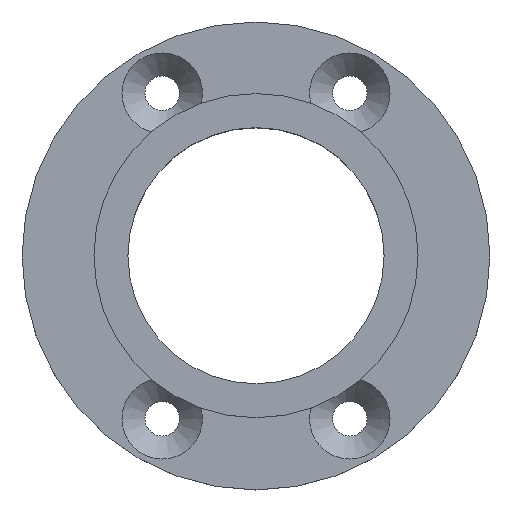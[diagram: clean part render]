
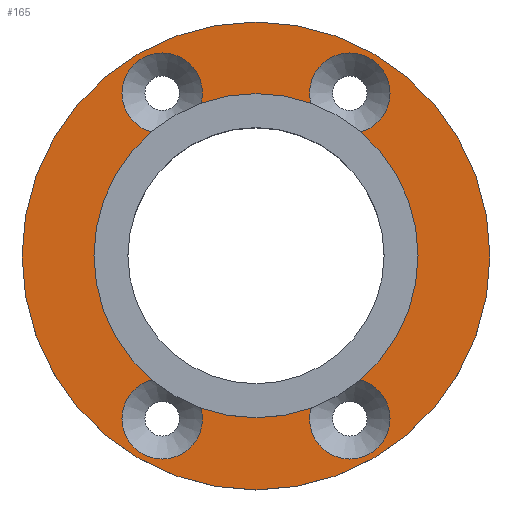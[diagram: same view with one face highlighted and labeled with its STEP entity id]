
A CAD part, top view. The second image highlights one B-rep face of the part: STEP entity #165.
In plain terms, the highlighted planar face has unit normal (0, 0, 1).
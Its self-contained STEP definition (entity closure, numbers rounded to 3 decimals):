
#121 = VERTEX_POINT('',#122);
#122 = CARTESIAN_POINT('',(14.,0.,3.));
#128 = EDGE_CURVE('',#121,#121,#129,.T.);
#129 = CIRCLE('',#130,14.);
#130 = AXIS2_PLACEMENT_3D('',#131,#132,#133);
#131 = CARTESIAN_POINT('',(0.,0.,3.));
#132 = DIRECTION('',(0.,0.,1.));
#133 = DIRECTION('',(1.,0.,0.));
#165 = ADVANCED_FACE('',(#166,#177,#188,#191,#202,#213),#224,.T.);
#166 = FACE_BOUND('',#167,.T.);
#167 = EDGE_LOOP('',(#168));
#168 = ORIENTED_EDGE('',*,*,#169,.F.);
#169 = EDGE_CURVE('',#170,#170,#172,.T.);
#170 = VERTEX_POINT('',#171);
#171 = CARTESIAN_POINT('',(-5.12,15.57,3.));
#172 = CIRCLE('',#173,3.85);
#173 = AXIS2_PLACEMENT_3D('',#174,#175,#176);
#174 = CARTESIAN_POINT('',(-8.97,15.57,3.));
#175 = DIRECTION('',(0.,0.,1.));
#176 = DIRECTION('',(1.,0.,0.));
#177 = FACE_BOUND('',#178,.T.);
#178 = EDGE_LOOP('',(#179));
#179 = ORIENTED_EDGE('',*,*,#180,.T.);
#180 = EDGE_CURVE('',#181,#181,#183,.T.);
#181 = VERTEX_POINT('',#182);
#182 = CARTESIAN_POINT('',(22.375,0.,3.));
#183 = CIRCLE('',#184,22.375);
#184 = AXIS2_PLACEMENT_3D('',#185,#186,#187);
#185 = CARTESIAN_POINT('',(0.,0.,3.));
#186 = DIRECTION('',(0.,0.,1.));
#187 = DIRECTION('',(1.,0.,0.));
#188 = FACE_BOUND('',#189,.T.);
#189 = EDGE_LOOP('',(#190));
#190 = ORIENTED_EDGE('',*,*,#128,.F.);
#191 = FACE_BOUND('',#192,.T.);
#192 = EDGE_LOOP('',(#193));
#193 = ORIENTED_EDGE('',*,*,#194,.F.);
#194 = EDGE_CURVE('',#195,#195,#197,.T.);
#195 = VERTEX_POINT('',#196);
#196 = CARTESIAN_POINT('',(12.82,-15.57,3.));
#197 = CIRCLE('',#198,3.85);
#198 = AXIS2_PLACEMENT_3D('',#199,#200,#201);
#199 = CARTESIAN_POINT('',(8.97,-15.57,3.));
#200 = DIRECTION('',(0.,0.,1.));
#201 = DIRECTION('',(1.,0.,0.));
#202 = FACE_BOUND('',#203,.T.);
#203 = EDGE_LOOP('',(#204));
#204 = ORIENTED_EDGE('',*,*,#205,.F.);
#205 = EDGE_CURVE('',#206,#206,#208,.T.);
#206 = VERTEX_POINT('',#207);
#207 = CARTESIAN_POINT('',(-5.12,-15.57,3.));
#208 = CIRCLE('',#209,3.85);
#209 = AXIS2_PLACEMENT_3D('',#210,#211,#212);
#210 = CARTESIAN_POINT('',(-8.97,-15.57,3.));
#211 = DIRECTION('',(0.,0.,1.));
#212 = DIRECTION('',(1.,0.,0.));
#213 = FACE_BOUND('',#214,.T.);
#214 = EDGE_LOOP('',(#215));
#215 = ORIENTED_EDGE('',*,*,#216,.F.);
#216 = EDGE_CURVE('',#217,#217,#219,.T.);
#217 = VERTEX_POINT('',#218);
#218 = CARTESIAN_POINT('',(12.82,15.57,3.));
#219 = CIRCLE('',#220,3.85);
#220 = AXIS2_PLACEMENT_3D('',#221,#222,#223);
#221 = CARTESIAN_POINT('',(8.97,15.57,3.));
#222 = DIRECTION('',(0.,0.,1.));
#223 = DIRECTION('',(1.,0.,0.));
#224 = PLANE('',#225);
#225 = AXIS2_PLACEMENT_3D('',#226,#227,#228);
#226 = CARTESIAN_POINT('',(0.,0.,3.));
#227 = DIRECTION('',(0.,0.,1.));
#228 = DIRECTION('',(1.,0.,0.));
